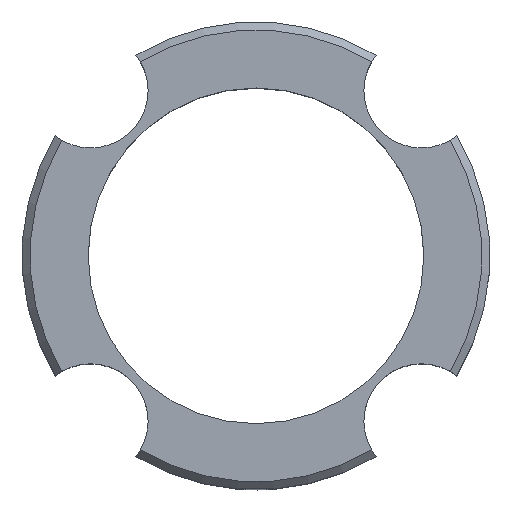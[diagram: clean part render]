
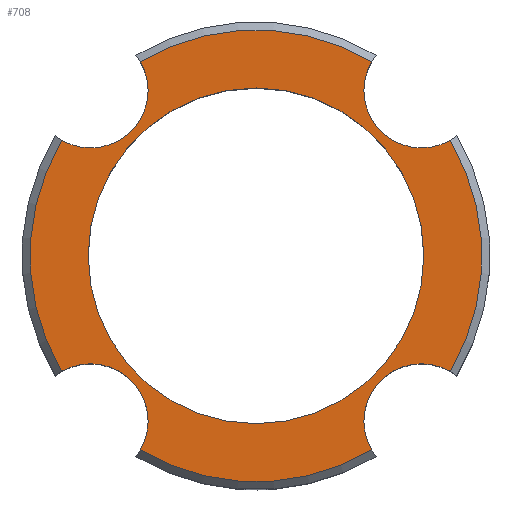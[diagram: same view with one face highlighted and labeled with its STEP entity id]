
A CAD part, top view. The second image highlights one B-rep face of the part: STEP entity #708.
In plain terms, the highlighted planar face has unit normal (0, 0, 1).
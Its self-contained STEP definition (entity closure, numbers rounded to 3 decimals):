
#39=FACE_BOUND('',#94,.T.);
#55=PLANE('',#759);
#58=FACE_OUTER_BOUND('',#93,.T.);
#93=EDGE_LOOP('',(#476,#477,#478,#479,#480,#481,#482,#483));
#94=EDGE_LOOP('',(#484));
#144=CIRCLE('',#758,11.);
#145=CIRCLE('',#760,43.244);
#146=CIRCLE('',#761,11.);
#147=CIRCLE('',#762,43.244);
#148=CIRCLE('',#763,11.);
#149=CIRCLE('',#764,43.244);
#150=CIRCLE('',#765,11.);
#151=CIRCLE('',#766,43.244);
#152=CIRCLE('',#767,32.131);
#282=VERTEX_POINT('',#995);
#288=VERTEX_POINT('',#1022);
#289=VERTEX_POINT('',#1031);
#290=VERTEX_POINT('',#1033);
#291=VERTEX_POINT('',#1035);
#292=VERTEX_POINT('',#1037);
#293=VERTEX_POINT('',#1039);
#294=VERTEX_POINT('',#1041);
#295=VERTEX_POINT('',#1044);
#364=EDGE_CURVE('',#282,#288,#144,.T.);
#365=EDGE_CURVE('',#288,#289,#145,.T.);
#366=EDGE_CURVE('',#289,#290,#146,.T.);
#367=EDGE_CURVE('',#290,#291,#147,.T.);
#368=EDGE_CURVE('',#291,#292,#148,.T.);
#369=EDGE_CURVE('',#292,#293,#149,.T.);
#370=EDGE_CURVE('',#293,#294,#150,.T.);
#371=EDGE_CURVE('',#294,#282,#151,.T.);
#372=EDGE_CURVE('',#295,#295,#152,.T.);
#476=ORIENTED_EDGE('',*,*,#364,.T.);
#477=ORIENTED_EDGE('',*,*,#365,.T.);
#478=ORIENTED_EDGE('',*,*,#366,.T.);
#479=ORIENTED_EDGE('',*,*,#367,.T.);
#480=ORIENTED_EDGE('',*,*,#368,.T.);
#481=ORIENTED_EDGE('',*,*,#369,.T.);
#482=ORIENTED_EDGE('',*,*,#370,.T.);
#483=ORIENTED_EDGE('',*,*,#371,.T.);
#484=ORIENTED_EDGE('',*,*,#372,.F.);
#708=ADVANCED_FACE('',(#58,#39),#55,.T.);
#758=AXIS2_PLACEMENT_3D('',#1029,#833,#834);
#759=AXIS2_PLACEMENT_3D('',#1030,#835,#836);
#760=AXIS2_PLACEMENT_3D('',#1032,#837,#838);
#761=AXIS2_PLACEMENT_3D('',#1034,#839,#840);
#762=AXIS2_PLACEMENT_3D('',#1036,#841,#842);
#763=AXIS2_PLACEMENT_3D('',#1038,#843,#844);
#764=AXIS2_PLACEMENT_3D('',#1040,#845,#846);
#765=AXIS2_PLACEMENT_3D('',#1042,#847,#848);
#766=AXIS2_PLACEMENT_3D('',#1043,#849,#850);
#767=AXIS2_PLACEMENT_3D('',#1045,#851,#852);
#833=DIRECTION('center_axis',(0.,0.,-1.));
#834=DIRECTION('ref_axis',(0.,1.,0.));
#835=DIRECTION('center_axis',(0.,0.,1.));
#836=DIRECTION('ref_axis',(1.,0.,0.));
#837=DIRECTION('center_axis',(0.,0.,1.));
#838=DIRECTION('ref_axis',(1.,0.,0.));
#839=DIRECTION('center_axis',(0.,0.,-1.));
#840=DIRECTION('ref_axis',(0.,1.,0.));
#841=DIRECTION('center_axis',(0.,0.,1.));
#842=DIRECTION('ref_axis',(1.,0.,0.));
#843=DIRECTION('center_axis',(0.,0.,-1.));
#844=DIRECTION('ref_axis',(0.,1.,0.));
#845=DIRECTION('center_axis',(0.,0.,1.));
#846=DIRECTION('ref_axis',(1.,0.,0.));
#847=DIRECTION('center_axis',(0.,0.,-1.));
#848=DIRECTION('ref_axis',(0.,1.,0.));
#849=DIRECTION('center_axis',(0.,0.,1.));
#850=DIRECTION('ref_axis',(1.,0.,0.));
#851=DIRECTION('center_axis',(0.,0.,1.));
#852=DIRECTION('ref_axis',(1.,0.,0.));
#995=CARTESIAN_POINT('',(22.128,-37.153,38.1));
#1022=CARTESIAN_POINT('',(37.153,-22.128,38.1));
#1029=CARTESIAN_POINT('Origin',(31.655,-31.655,38.1));
#1030=CARTESIAN_POINT('Origin',(0.,0.,38.1));
#1031=CARTESIAN_POINT('',(37.153,22.128,38.1));
#1032=CARTESIAN_POINT('Origin',(0.,0.,38.1));
#1033=CARTESIAN_POINT('',(22.128,37.153,38.1));
#1034=CARTESIAN_POINT('Origin',(31.655,31.655,38.1));
#1035=CARTESIAN_POINT('',(-22.128,37.153,38.1));
#1036=CARTESIAN_POINT('Origin',(0.,0.,38.1));
#1037=CARTESIAN_POINT('',(-37.153,22.128,38.1));
#1038=CARTESIAN_POINT('Origin',(-31.655,31.655,38.1));
#1039=CARTESIAN_POINT('',(-37.153,-22.128,38.1));
#1040=CARTESIAN_POINT('Origin',(0.,0.,38.1));
#1041=CARTESIAN_POINT('',(-22.128,-37.153,38.1));
#1042=CARTESIAN_POINT('Origin',(-31.655,-31.655,38.1));
#1043=CARTESIAN_POINT('Origin',(0.,0.,38.1));
#1044=CARTESIAN_POINT('',(32.131,0.,38.1));
#1045=CARTESIAN_POINT('Origin',(0.,0.,38.1));
